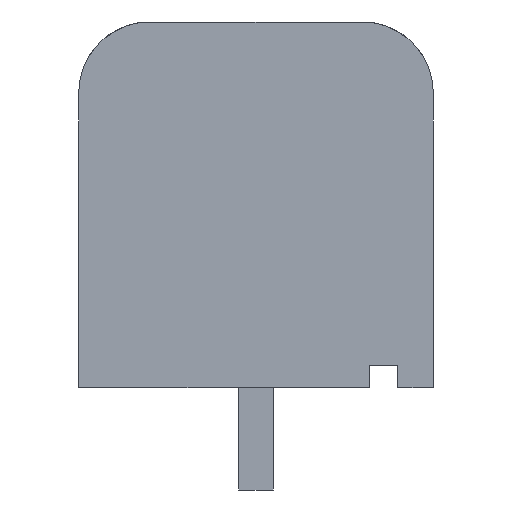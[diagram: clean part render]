
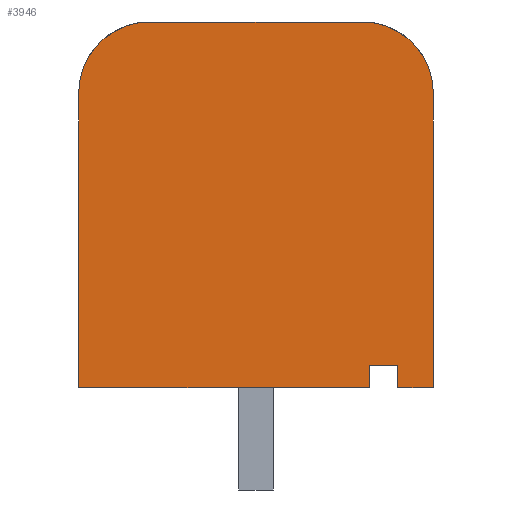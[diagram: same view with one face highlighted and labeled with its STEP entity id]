
A CAD part, left-side view. The second image highlights one B-rep face of the part: STEP entity #3946.
In plain terms, the highlighted planar face has unit normal (-1, 0, 0).
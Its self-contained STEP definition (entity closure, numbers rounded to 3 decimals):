
#180=PLANE('',#4224);
#372=FACE_OUTER_BOUND('',#586,.T.);
#586=EDGE_LOOP('',(#3404,#3405,#3406,#3407,#3408,#3409,#3410,#3411,#3412,
#3413));
#684=LINE('',#5482,#1150);
#979=LINE('',#6159,#1445);
#987=LINE('',#6176,#1453);
#994=LINE('',#6190,#1460);
#998=LINE('',#6198,#1464);
#1009=LINE('',#6215,#1475);
#1015=LINE('',#6227,#1481);
#1020=LINE('',#6236,#1486);
#1150=VECTOR('',#4394,9.525);
#1445=VECTOR('',#4955,13.208);
#1453=VECTOR('',#4969,1.588);
#1460=VECTOR('',#4982,1.016);
#1464=VECTOR('',#4990,1.27);
#1475=VECTOR('',#5005,1.016);
#1481=VECTOR('',#5017,13.018);
#1486=VECTOR('',#5028,13.208);
#1605=CIRCLE('',#4046,3.175);
#1613=CIRCLE('',#4055,3.175);
#1699=VERTEX_POINT('',#5438);
#1700=VERTEX_POINT('',#5440);
#1716=VERTEX_POINT('',#5473);
#1717=VERTEX_POINT('',#5475);
#1967=VERTEX_POINT('',#6158);
#1973=VERTEX_POINT('',#6175);
#1977=VERTEX_POINT('',#6189);
#1979=VERTEX_POINT('',#6197);
#1983=VERTEX_POINT('',#6214);
#1986=VERTEX_POINT('',#6226);
#2077=EDGE_CURVE('',#1699,#1700,#1605,.T.);
#2094=EDGE_CURVE('',#1716,#1717,#1613,.T.);
#2098=EDGE_CURVE('',#1700,#1716,#684,.T.);
#2433=EDGE_CURVE('',#1717,#1967,#979,.T.);
#2441=EDGE_CURVE('',#1967,#1973,#987,.T.);
#2448=EDGE_CURVE('',#1973,#1977,#994,.T.);
#2452=EDGE_CURVE('',#1977,#1979,#998,.T.);
#2463=EDGE_CURVE('',#1979,#1983,#1009,.T.);
#2469=EDGE_CURVE('',#1983,#1986,#1015,.T.);
#2474=EDGE_CURVE('',#1986,#1699,#1020,.T.);
#3404=ORIENTED_EDGE('',*,*,#2474,.F.);
#3405=ORIENTED_EDGE('',*,*,#2469,.F.);
#3406=ORIENTED_EDGE('',*,*,#2463,.F.);
#3407=ORIENTED_EDGE('',*,*,#2452,.F.);
#3408=ORIENTED_EDGE('',*,*,#2448,.F.);
#3409=ORIENTED_EDGE('',*,*,#2441,.F.);
#3410=ORIENTED_EDGE('',*,*,#2433,.F.);
#3411=ORIENTED_EDGE('',*,*,#2094,.F.);
#3412=ORIENTED_EDGE('',*,*,#2098,.F.);
#3413=ORIENTED_EDGE('',*,*,#2077,.F.);
#3946=ADVANCED_FACE('',(#372),#180,.F.);
#4046=AXIS2_PLACEMENT_3D('',#5441,#4359,#4360);
#4055=AXIS2_PLACEMENT_3D('',#5476,#4386,#4387);
#4224=AXIS2_PLACEMENT_3D('',#6310,#5100,#5101);
#4359=DIRECTION('center_axis',(1.,0.,0.));
#4360=DIRECTION('ref_axis',(0.,1.,0.));
#4386=DIRECTION('center_axis',(1.,0.,0.));
#4387=DIRECTION('ref_axis',(0.,0.,1.));
#4394=DIRECTION('',(0.,-1.,0.));
#4955=DIRECTION('',(0.,0.,-1.));
#4969=DIRECTION('',(0.,1.,0.));
#4982=DIRECTION('',(0.,0.,1.));
#4990=DIRECTION('',(0.,1.,0.));
#5005=DIRECTION('',(0.,0.,-1.));
#5017=DIRECTION('',(0.,1.,0.));
#5028=DIRECTION('',(0.,0.,1.));
#5100=DIRECTION('center_axis',(1.,0.,0.));
#5101=DIRECTION('ref_axis',(0.,0.,-1.));
#5438=CARTESIAN_POINT('',(-5.55,7.938,13.205));
#5440=CARTESIAN_POINT('',(-5.55,4.763,16.38));
#5441=CARTESIAN_POINT('Origin',(-5.55,4.763,13.205));
#5473=CARTESIAN_POINT('',(-5.55,-4.763,16.38));
#5475=CARTESIAN_POINT('',(-5.55,-7.938,13.205));
#5476=CARTESIAN_POINT('Origin',(-5.55,-4.763,13.205));
#5482=CARTESIAN_POINT('',(-5.55,4.763,16.38));
#6158=CARTESIAN_POINT('',(-5.55,-7.938,-0.003));
#6159=CARTESIAN_POINT('',(-5.55,-7.938,13.205));
#6175=CARTESIAN_POINT('',(-5.55,-6.35,-0.003));
#6176=CARTESIAN_POINT('',(-5.55,-7.938,-0.003));
#6189=CARTESIAN_POINT('',(-5.55,-6.35,1.013));
#6190=CARTESIAN_POINT('',(-5.55,-6.35,-0.003));
#6197=CARTESIAN_POINT('',(-5.55,-5.08,1.013));
#6198=CARTESIAN_POINT('',(-5.55,-6.35,1.013));
#6214=CARTESIAN_POINT('',(-5.55,-5.08,-0.003));
#6215=CARTESIAN_POINT('',(-5.55,-5.08,1.013));
#6226=CARTESIAN_POINT('',(-5.55,7.938,-0.003));
#6227=CARTESIAN_POINT('',(-5.55,-5.08,-0.003));
#6236=CARTESIAN_POINT('',(-5.55,7.938,-0.003));
#6310=CARTESIAN_POINT('Origin',(-5.55,0.,16.38));
